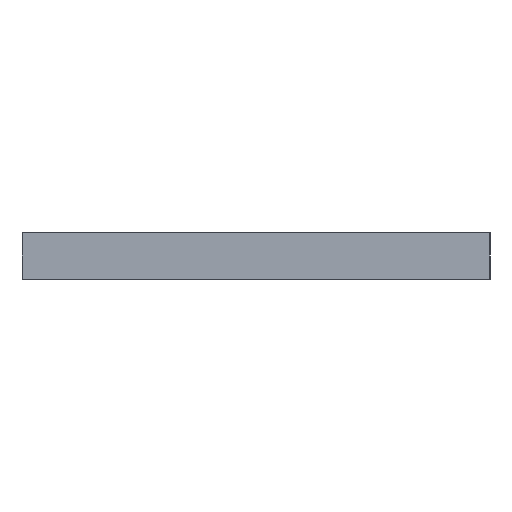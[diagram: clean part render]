
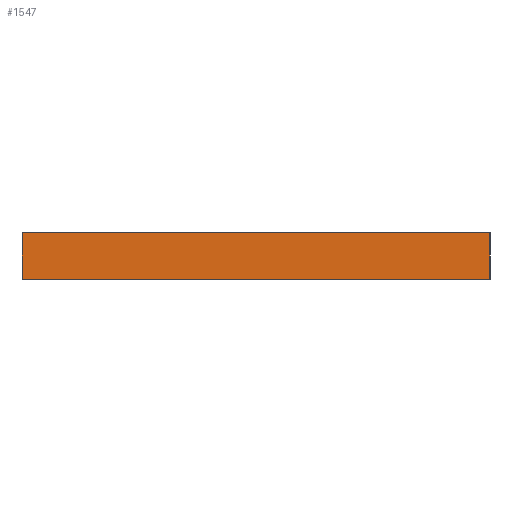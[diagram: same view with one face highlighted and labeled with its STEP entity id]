
A CAD part, left-side view. The second image highlights one B-rep face of the part: STEP entity #1547.
In plain terms, the highlighted planar face has unit normal (-1, 0, 0).
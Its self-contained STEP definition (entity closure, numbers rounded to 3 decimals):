
#141=PLANE('',#1778);
#237=FACE_OUTER_BOUND('',#363,.T.);
#363=EDGE_LOOP('',(#1319,#1320,#1321,#1322));
#493=LINE('',#2699,#565);
#494=LINE('',#2702,#566);
#495=LINE('',#2704,#567);
#496=LINE('',#2705,#568);
#565=VECTOR('',#2277,10.);
#566=VECTOR('',#2280,10.);
#567=VECTOR('',#2281,10.);
#568=VECTOR('',#2282,10.);
#815=VERTEX_POINT('',#2695);
#816=VERTEX_POINT('',#2697);
#817=VERTEX_POINT('',#2701);
#818=VERTEX_POINT('',#2703);
#1005=EDGE_CURVE('',#815,#816,#493,.T.);
#1006=EDGE_CURVE('',#815,#817,#494,.T.);
#1007=EDGE_CURVE('',#818,#816,#495,.T.);
#1008=EDGE_CURVE('',#817,#818,#496,.T.);
#1319=ORIENTED_EDGE('',*,*,#1006,.F.);
#1320=ORIENTED_EDGE('',*,*,#1005,.T.);
#1321=ORIENTED_EDGE('',*,*,#1007,.F.);
#1322=ORIENTED_EDGE('',*,*,#1008,.F.);
#1547=ADVANCED_FACE('',(#237),#141,.T.);
#1778=AXIS2_PLACEMENT_3D('',#2700,#2278,#2279);
#2277=DIRECTION('',(0.,0.,1.));
#2278=DIRECTION('center_axis',(-1.,0.,0.));
#2279=DIRECTION('ref_axis',(0.,-1.,0.));
#2280=DIRECTION('',(0.,1.,0.));
#2281=DIRECTION('',(0.,-1.,0.));
#2282=DIRECTION('',(0.,0.,1.));
#2695=CARTESIAN_POINT('',(-150.,-90.,0.));
#2697=CARTESIAN_POINT('',(-150.,-90.,18.));
#2699=CARTESIAN_POINT('',(-150.,-90.,0.));
#2700=CARTESIAN_POINT('Origin',(-150.,90.,0.));
#2701=CARTESIAN_POINT('',(-150.,90.,0.));
#2702=CARTESIAN_POINT('',(-150.,-90.,0.));
#2703=CARTESIAN_POINT('',(-150.,90.,18.));
#2704=CARTESIAN_POINT('',(-150.,-90.,18.));
#2705=CARTESIAN_POINT('',(-150.,90.,0.));
